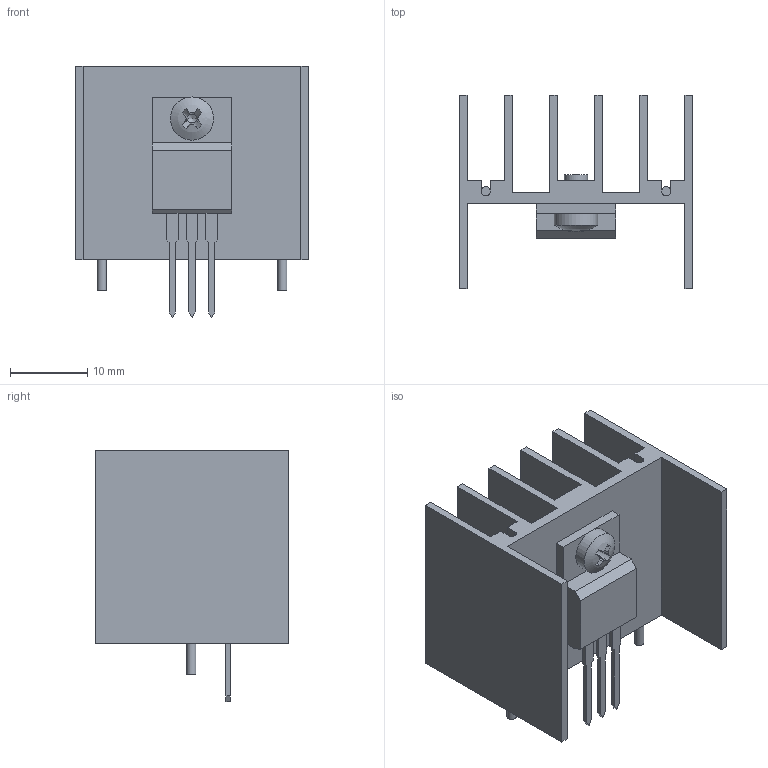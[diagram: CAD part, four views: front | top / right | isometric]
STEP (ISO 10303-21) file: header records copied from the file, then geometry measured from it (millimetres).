
FILE_DESCRIPTION(('FreeCAD Model'),'2;1');
FILE_NAME('Compound.step', '2020-05-05T01:08:45',('kicad StepUp'),('ksu MCAD'), 'Open CASCADE STEP processor 7.3','FreeCAD','Unknown');
FILE_SCHEMA(('AUTOMOTIVE_DESIGN { 1 0 10303 214 1 1 1 1 }'));
Length unit declared in the file: millimetre
Products named in the file (1): Compound
Bounding box: 30.2 x 25 x 32.51 mm (x, y, z)
Volume: 4534.3 mm3; surface area: 7519.2 mm2
Topology: 5 solids, 5 shells, 122 faces, 330 edges, 218 vertices
Faces by surface type: plane 105, cylinder 8, cone 7, revolution 1, sphere 1
Full cylindrical faces by diameter (mm): 1.2 x2, 2.5 x1, 3 x1, 3.735 x1, 5.6 x1
Entity records: 4682 total; most frequent: CARTESIAN_POINT 671, ORIENTED_EDGE 658, DIRECTION 645, EDGE_CURVE 329, LINE 260, VECTOR 260, VERTEX_POINT 218, AXIS2_PLACEMENT_3D 192
